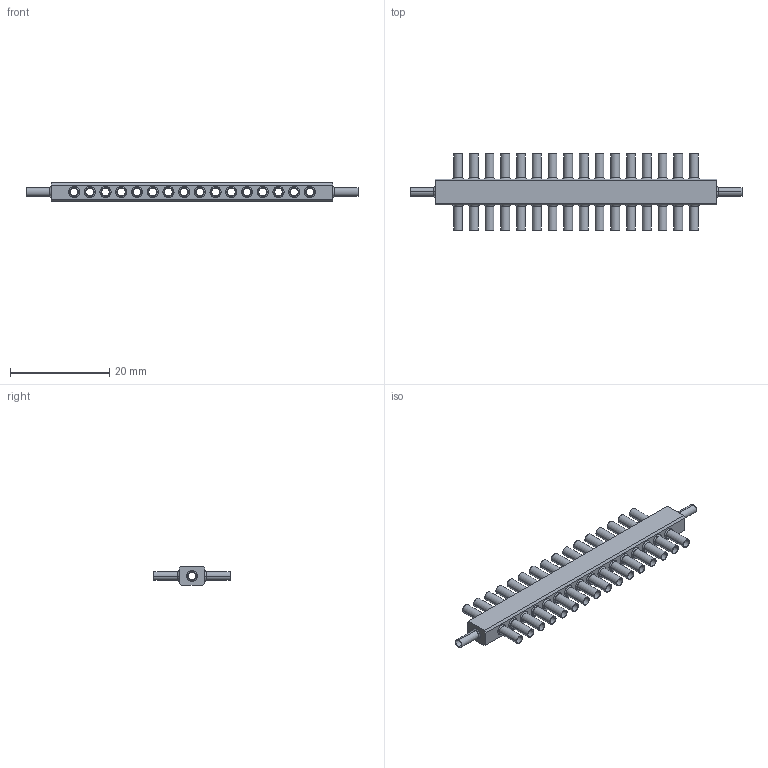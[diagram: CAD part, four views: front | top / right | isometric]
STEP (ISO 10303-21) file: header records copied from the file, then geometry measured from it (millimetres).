
FILE_DESCRIPTION (( 'STEP AP203' ), '1' );
FILE_NAME ('brass_manifold.STEP', '2024-07-10T15:53:07', ( '' ), ( '' ), 'SwSTEP 2.0', 'SolidWorks 2024', '' );
FILE_SCHEMA (( 'CONFIG_CONTROL_DESIGN' ));
Length unit declared in the file: inch
Products named in the file (1): brass_manifold
Bounding box: 67.06 x 15.39 x 3.81 mm (x, y, z)
Volume: 962.5 mm3; surface area: 3307.3 mm2
Topology: 1 solids, 1 shells, 278 faces, 658 edges, 384 vertices
Faces by surface type: cylinder 166, torus 68, plane 44
Entity records: 8161 total; most frequent: CARTESIAN_POINT 1705, DIRECTION 1428, ORIENTED_EDGE 1316, EDGE_CURVE 658, AXIS2_PLACEMENT_3D 619, VERTEX_POINT 384, EDGE_LOOP 346, CIRCLE 340
